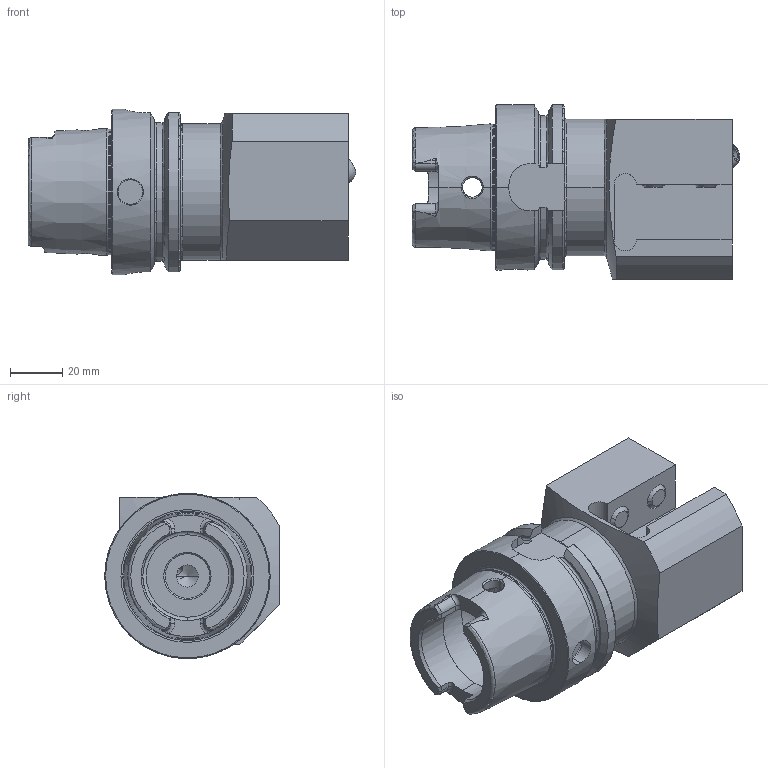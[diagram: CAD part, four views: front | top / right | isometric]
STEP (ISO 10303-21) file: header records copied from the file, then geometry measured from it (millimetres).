
FILE_DESCRIPTION (( 'STEP AP214' ), '1' );
FILE_NAME ('HA6.V20.L11.090.STEP', '2011-10-06T12:43:59', ( 'SwiAdmin' ), ( '' ), 'SwSTEP 2.0', 'SolidWorks 2011', '' );
FILE_SCHEMA (( 'AUTOMOTIVE_DESIGN' ));
Length unit declared in the file: millimetre
Products named in the file (6): KU1-U12.001.010; KU1-U12.001.010_2; KU1-U12.001.010_1; ISO 4026 - M10 x 25_Default; HA6-V20.L11.090_A; HA6.V20.L11.090
Assembly tree (6 placements, depth 3):
  HA6.V20.L11.090
    ISO 4026 - M10 x 25_Default  x2
    HA6-V20.L11.090_A
    KU1-U12.001.010
      KU1-U12.001.010_1
      KU1-U12.001.010_2
Bounding box: 124.8 x 66.5 x 63 mm (x, y, z)
Volume: 243300.9 mm3; surface area: 44438.5 mm2
Topology: 5 solids, 5 shells, 237 faces, 613 edges, 381 vertices
Faces by surface type: plane 75, cylinder 68, cone 53, torus 33, bspline 4, sphere 4
Entity records: 9346 total; most frequent: CARTESIAN_POINT 2607, ORIENTED_EDGE 1134, DIRECTION 1113, EDGE_CURVE 567, AXIS2_PLACEMENT_3D 450, VERTEX_POINT 355, EDGE_LOOP 238, CIRCLE 222
